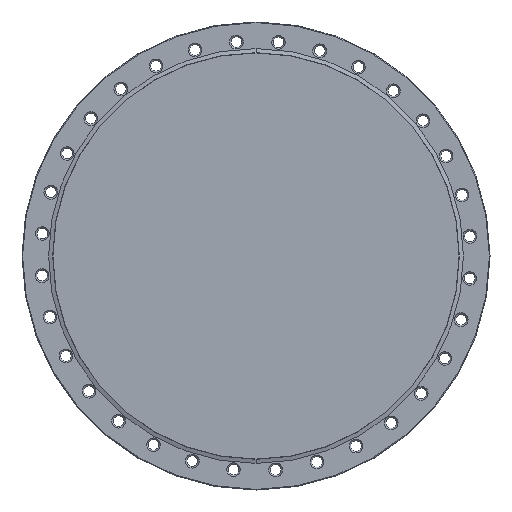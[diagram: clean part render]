
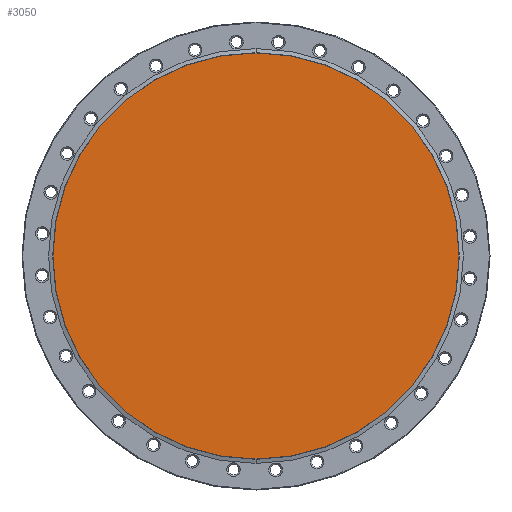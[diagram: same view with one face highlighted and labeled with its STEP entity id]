
A CAD part, front view. The second image highlights one B-rep face of the part: STEP entity #3050.
In plain terms, the highlighted planar face has unit normal (0, -1, 0).
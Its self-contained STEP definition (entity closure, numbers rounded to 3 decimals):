
#123 = EDGE_CURVE ( 'NONE', #1146, #2816, #5893, .T. ) ;
#297 = DIRECTION ( 'NONE',  ( 0., 0., -1. ) ) ;
#359 = DIRECTION ( 'NONE',  ( 0., 0., 1. ) ) ;
#462 = AXIS2_PLACEMENT_3D ( 'NONE', #2346, #3334, #359 ) ;
#468 = AXIS2_PLACEMENT_3D ( 'NONE', #6200, #5606, #297 ) ;
#941 = CIRCLE ( 'NONE', #5583, 159.8 ) ;
#1094 = ORIENTED_EDGE ( 'NONE', *, *, #2581, .T. ) ;
#1146 = VERTEX_POINT ( 'NONE', #2785 ) ;
#2296 = FACE_OUTER_BOUND ( 'NONE', #3743, .T. ) ;
#2346 = CARTESIAN_POINT ( 'NONE',  ( -159.8, 1.2, 0. ) ) ;
#2581 = EDGE_CURVE ( 'NONE', #2816, #1146, #941, .T. ) ;
#2587 = CARTESIAN_POINT ( 'NONE',  ( 0., 1.2, 0. ) ) ;
#2785 = CARTESIAN_POINT ( 'NONE',  ( 0., 1.2, -159.8 ) ) ;
#2816 = VERTEX_POINT ( 'NONE', #3254 ) ;
#2847 = PLANE ( 'NONE',  #462 ) ;
#2989 = ORIENTED_EDGE ( 'NONE', *, *, #123, .T. ) ;
#3050 = ADVANCED_FACE ( 'NONE', ( #2296 ), #2847, .F. ) ;
#3097 = DIRECTION ( 'NONE',  ( 0., 0., -1. ) ) ;
#3254 = CARTESIAN_POINT ( 'NONE',  ( 0., 1.2, 159.8 ) ) ;
#3334 = DIRECTION ( 'NONE',  ( 0., 1., 0. ) ) ;
#3743 = EDGE_LOOP ( 'NONE', ( #2989, #1094 ) ) ;
#5583 = AXIS2_PLACEMENT_3D ( 'NONE', #2587, #6051, #3097 ) ;
#5606 = DIRECTION ( 'NONE',  ( 0., -1., 0. ) ) ;
#5893 = CIRCLE ( 'NONE', #468, 159.8 ) ;
#6051 = DIRECTION ( 'NONE',  ( 0., -1., 0. ) ) ;
#6200 = CARTESIAN_POINT ( 'NONE',  ( 0., 1.2, 0. ) ) ;
